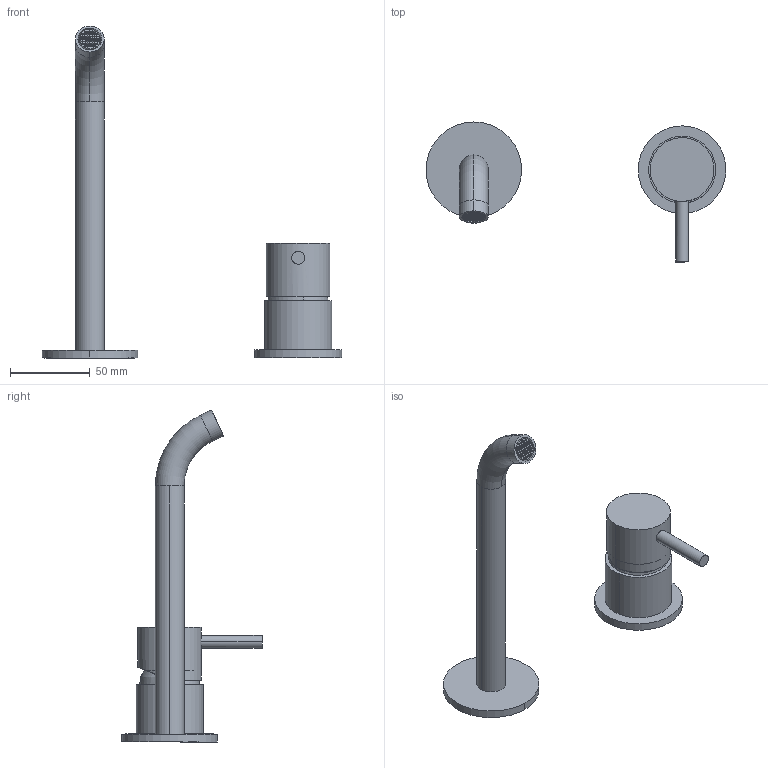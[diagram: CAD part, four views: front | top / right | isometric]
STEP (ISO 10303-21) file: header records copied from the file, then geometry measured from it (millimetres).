
FILE_DESCRIPTION (( 'STEP AP203' ), '1' );
FILE_NAME ('15034.STEP', '2020-06-25T15:09:30', ( 'EFFEPI3' ), ( '' ), 'SwSTEP 2.0', 'SolidWorks 2018', '' );
FILE_SCHEMA (( 'CONFIG_CONTROL_DESIGN' ));
Length unit declared in the file: millimetre
Products named in the file (6): leva minimalista; 910; bocca lavabo incasso; retina areatore m 18x1; 15034; comando corpo lavabo
Assembly tree (5 placements, depth 2):
  15034
    comando corpo lavabo
    leva minimalista
    910
    bocca lavabo incasso
    retina areatore m 18x1
Bounding box: 188.08 x 87.93 x 208.24 mm (x, y, z)
Volume: 137324.7 mm3; surface area: 47785.2 mm2
Topology: 5 solids, 5 shells, 424 faces, 1050 edges, 698 vertices
Faces by surface type: plane 385, cylinder 35, bspline 2, torus 2
Entity records: 13071 total; most frequent: CARTESIAN_POINT 2281, ORIENTED_EDGE 2100, DIRECTION 1976, EDGE_CURVE 1050, LINE 970, VECTOR 970, VERTEX_POINT 698, AXIS2_PLACEMENT_3D 503
